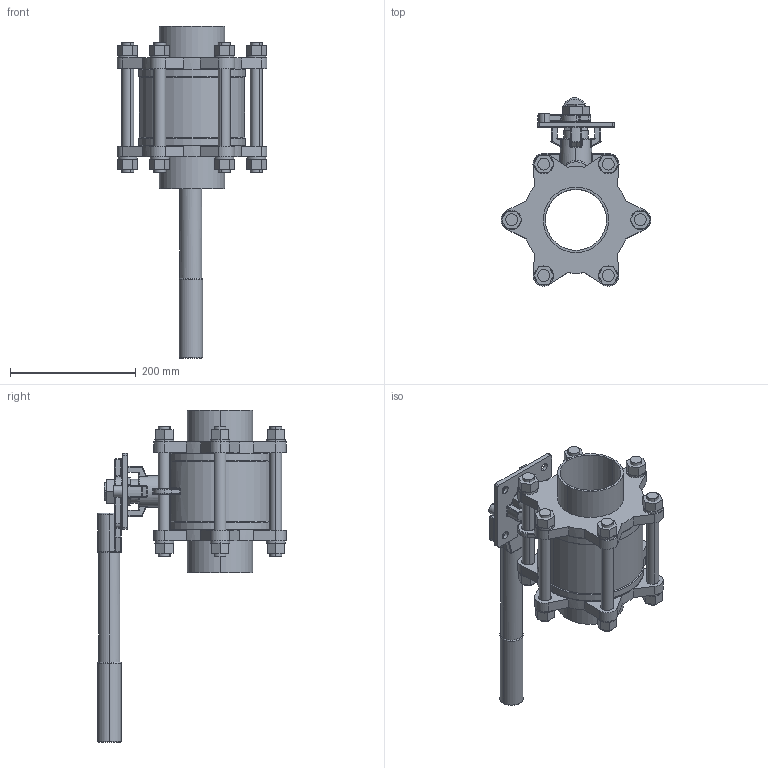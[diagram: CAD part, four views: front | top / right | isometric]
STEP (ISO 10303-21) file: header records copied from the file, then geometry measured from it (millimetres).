
FILE_DESCRIPTION (( 'STEP AP203' ), '1' );
FILE_NAME ('9020-400-TE.STEP', '2017-06-02T13:42:56', ( '' ), ( '' ), 'SwSTEP 2.0', 'SolidWorks 2014', '' );
FILE_SCHEMA (( 'CONFIG_CONTROL_DESIGN' ));
Length unit declared in the file: inch
Products named in the file (1): 9020-400-TE
Bounding box: 238.54 x 300.24 x 528.7 mm (x, y, z)
Volume: 3860305 mm3; surface area: 491674.8 mm2
Topology: 6 solids, 10 shells, 841 faces, 1971 edges, 1173 vertices
Faces by surface type: plane 410, cylinder 267, torus 69, bspline 42, cone 29, sphere 24
Entity records: 26045 total; most frequent: CARTESIAN_POINT 6534, DIRECTION 4322, ORIENTED_EDGE 3918, EDGE_CURVE 1959, AXIS2_PLACEMENT_3D 1683, VERTEX_POINT 1173, LINE 956, VECTOR 956
